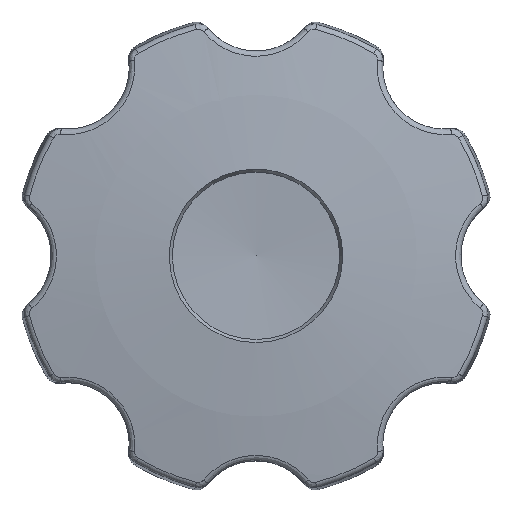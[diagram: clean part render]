
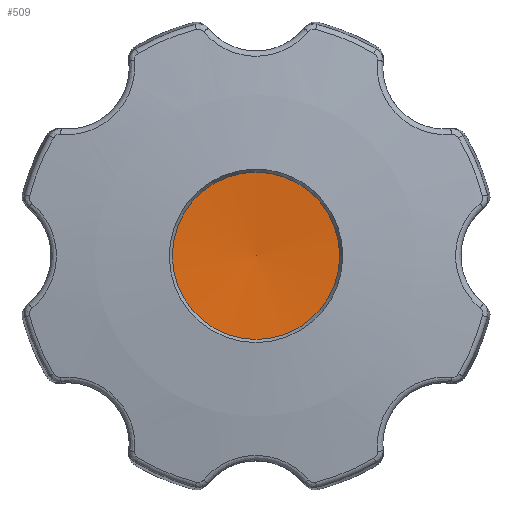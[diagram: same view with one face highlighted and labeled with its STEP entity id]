
A CAD part, top view. The second image highlights one B-rep face of the part: STEP entity #509.
In plain terms, the highlighted spherical face has radius 84.351 mm.
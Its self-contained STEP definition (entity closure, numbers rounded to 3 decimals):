
#509 = ADVANCED_FACE( '', ( #1120 ), #1121, .F. );
#1120 = FACE_OUTER_BOUND( '', #3950, .T. );
#1121 = SPHERICAL_SURFACE( '', #3951, 84.351 );
#3950 = EDGE_LOOP( '', ( #7333 ) );
#3951 = AXIS2_PLACEMENT_3D( '', #7334, #7335, #7336 );
#7333 = ORIENTED_EDGE( '', *, *, #8364, .T. );
#7334 = CARTESIAN_POINT( '', ( 0., 0., 111.851 ) );
#7335 = DIRECTION( '', ( 0., 0., 1. ) );
#7336 = DIRECTION( '', ( 1., 0., 0. ) );
#8364 = EDGE_CURVE( '', #9260, #9260, #9261, .T. );
#9260 = VERTEX_POINT( '', #10820 );
#9261 = CIRCLE( '', #10821, 9.5 );
#10820 = CARTESIAN_POINT( '', ( 9.5, 0., 28.037 ) );
#10821 = AXIS2_PLACEMENT_3D( '', #13881, #13882, #13883 );
#13881 = CARTESIAN_POINT( '', ( 0., 0., 28.037 ) );
#13882 = DIRECTION( '', ( 0., 0., 1. ) );
#13883 = DIRECTION( '', ( 1., 0., 0. ) );
